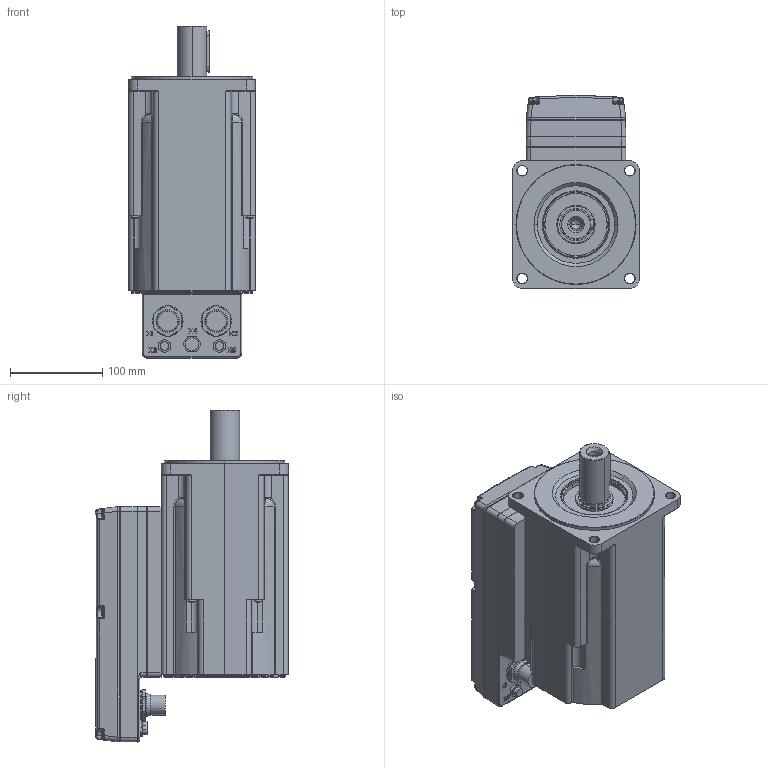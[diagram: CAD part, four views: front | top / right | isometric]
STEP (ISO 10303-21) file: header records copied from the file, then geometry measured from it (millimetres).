
FILE_DESCRIPTION((''),'2;1');
FILE_NAME('ISD510_SIZE4_A_9_0','2017-05-04T',('U254953'),(''),'CREO PARAMETRIC BY PTC INC, 2015480','CREO PARAMETRIC BY PTC INC, 2015480','');
FILE_SCHEMA(('CONFIG_CONTROL_DESIGN'));
Products named in the file (1): ISD510_SIZE4_A_9_0
Bounding box: 138 x 209 x 359.5 mm (x, y, z)
Volume: 5567276.3 mm3; surface area: 247682.4 mm2
Topology: 1 solids, 1 shells, 1947 faces, 4965 edges, 3119 vertices
Faces by surface type: plane 736, cylinder 465, bspline 400, extrusion 162, torus 106, cone 50, sphere 28
Entity records: 85449 total; most frequent: CARTESIAN_POINT 41229, ORIENTED_EDGE 9926, DIRECTION 7953, EDGE_CURVE 4963, VERTEX_POINT 3119, VECTOR 2777, LINE 2615, AXIS2_PLACEMENT_3D 2588
